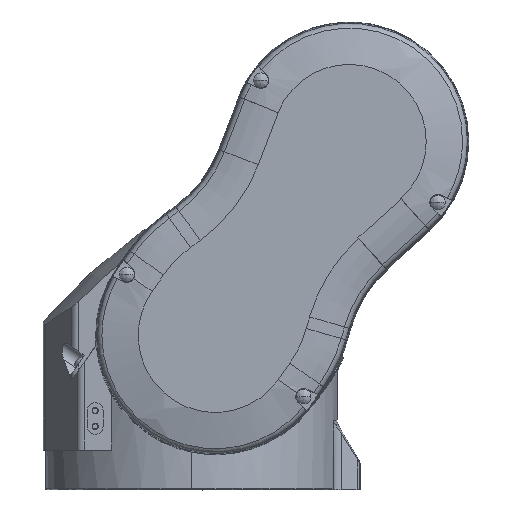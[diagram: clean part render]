
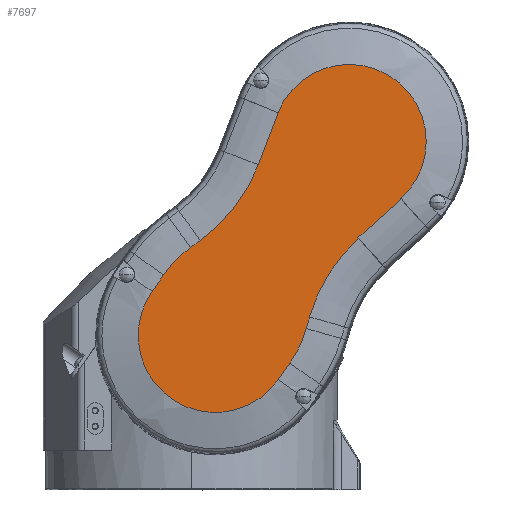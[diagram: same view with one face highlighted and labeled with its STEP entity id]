
A CAD part, top view. The second image highlights one B-rep face of the part: STEP entity #7697.
In plain terms, the highlighted planar face has unit normal (0, 0, 1).
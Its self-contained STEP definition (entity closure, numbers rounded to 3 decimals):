
#659=CARTESIAN_POINT('',(15.,97.5,118.));
#660=DIRECTION('',(0.,0.,1.));
#661=DIRECTION('',(-0.819,0.574,0.));
#662=AXIS2_PLACEMENT_3D('',#659,#660,#661);
#664=DIRECTION('',(-0.574,-0.819,0.));
#665=VECTOR('',#664,12.782);
#666=CARTESIAN_POINT('',(-17.599,135.93,118.));
#667=LINE('',#666,#665);
#668=CARTESIAN_POINT('',(42.81,93.627,118.));
#669=DIRECTION('',(0.,0.,1.));
#670=DIRECTION('',(-0.588,0.809,0.));
#671=AXIS2_PLACEMENT_3D('',#668,#669,#670);
#673=DIRECTION('',(-0.809,-0.588,0.));
#674=VECTOR('',#673,7.639);
#675=CARTESIAN_POINT('',(5.641,157.78,118.));
#676=LINE('',#675,#674);
#677=CARTESIAN_POINT('',(-56.812,243.74,118.));
#678=DIRECTION('',(0.,0.,-1.));
#679=DIRECTION('',(0.934,-0.358,0.));
#680=AXIS2_PLACEMENT_3D('',#677,#678,#679);
#682=DIRECTION('',(-0.358,-0.934,0.));
#683=VECTOR('',#682,35.346);
#684=CARTESIAN_POINT('',(55.05,238.661,118.));
#685=LINE('',#684,#683);
#686=CARTESIAN_POINT('',(100.,220.5,118.));
#687=DIRECTION('',(0.,0.,1.));
#688=DIRECTION('',(1.,0.,0.));
#689=AXIS2_PLACEMENT_3D('',#686,#687,#688);
#691=CARTESIAN_POINT('',(100.,220.5,118.));
#692=DIRECTION('',(0.,0.,1.));
#693=DIRECTION('',(0.669,-0.743,0.));
#694=AXIS2_PLACEMENT_3D('',#691,#692,#693);
#696=CARTESIAN_POINT('',(132.823,184.046,117.997));
#697=CARTESIAN_POINT('',(132.789,184.084,117.997));
#698=CARTESIAN_POINT('',(132.72,184.16,118.001));
#699=CARTESIAN_POINT('',(132.652,184.236,118.));
#700=CARTESIAN_POINT('',(132.618,184.274,118.));
#702=DIRECTION('',(0.743,0.669,0.));
#703=VECTOR('',#702,36.78);
#704=CARTESIAN_POINT('',(105.49,159.435,118.));
#705=LINE('',#704,#703);
#706=CARTESIAN_POINT('',(105.885,158.996,117.994));
#707=CARTESIAN_POINT('',(105.819,159.07,117.994));
#708=CARTESIAN_POINT('',(105.688,159.216,118.003));
#709=CARTESIAN_POINT('',(105.556,159.362,118.));
#710=CARTESIAN_POINT('',(105.49,159.435,118.));
#712=CARTESIAN_POINT('',(176.981,80.036,118.));
#713=DIRECTION('',(0.,0.,-1.));
#714=DIRECTION('',(-0.961,0.276,0.));
#715=AXIS2_PLACEMENT_3D('',#712,#713,#714);
#717=DIRECTION('',(0.276,0.961,0.));
#718=VECTOR('',#717,7.639);
#719=CARTESIAN_POINT('',(72.74,101.98,118.));
#720=LINE('',#719,#718);
#721=CARTESIAN_POINT('',(1.849,122.308,118.));
#722=DIRECTION('',(0.,0.,1.));
#723=DIRECTION('',(0.819,-0.574,0.));
#724=AXIS2_PLACEMENT_3D('',#721,#722,#723);
#726=DIRECTION('',(0.574,0.819,0.));
#727=VECTOR('',#726,12.782);
#728=CARTESIAN_POINT('',(54.931,69.54,118.));
#729=LINE('',#728,#727);
#730=CARTESIAN_POINT('',(15.,97.5,118.));
#731=DIRECTION('',(0.,0.,1.));
#732=DIRECTION('',(-1.,0.,0.));
#733=AXIS2_PLACEMENT_3D('',#730,#731,#732);
#810=CARTESIAN_POINT('',(55.05,238.661,118.));
#811=CARTESIAN_POINT('',(55.009,238.678,118.));
#812=CARTESIAN_POINT('',(54.926,238.711,118.001));
#813=CARTESIAN_POINT('',(54.844,238.744,117.998));
#814=CARTESIAN_POINT('',(54.803,238.761,117.998));
#5638=CARTESIAN_POINT('',(42.383,205.663,118.));
#5639=VERTEX_POINT('',#5638);
#5640=CARTESIAN_POINT('',(55.05,238.661,118.));
#5641=VERTEX_POINT('',#5640);
#5693=CARTESIAN_POINT('',(54.803,238.761,118.));
#5695=VERTEX_POINT('',#5693);
#6095=CARTESIAN_POINT('',(148.746,220.5,118.));
#6096=VERTEX_POINT('',#6095);
#6097=CARTESIAN_POINT('',(132.618,184.275,118.));
#6098=VERTEX_POINT('',#6097);
#6178=CARTESIAN_POINT('',(72.74,101.98,118.));
#6179=VERTEX_POINT('',#6178);
#6182=CARTESIAN_POINT('',(74.846,109.323,118.));
#6183=VERTEX_POINT('',#6182);
#6188=CARTESIAN_POINT('',(132.823,184.046,118.));
#6189=VERTEX_POINT('',#6188);
#6190=CARTESIAN_POINT('',(105.49,159.435,118.));
#6191=VERTEX_POINT('',#6190);
#6253=CARTESIAN_POINT('',(62.262,80.011,118.));
#6254=VERTEX_POINT('',#6253);
#6256=CARTESIAN_POINT('',(54.931,69.54,118.));
#6257=VERTEX_POINT('',#6256);
#6281=CARTESIAN_POINT('',(-24.931,125.46,118.));
#6282=CARTESIAN_POINT('',(-33.747,97.5,118.));
#6283=VERTEX_POINT('',#6281);
#6284=VERTEX_POINT('',#6282);
#6333=CARTESIAN_POINT('',(-0.539,153.29,118.));
#6334=VERTEX_POINT('',#6333);
#6335=CARTESIAN_POINT('',(5.641,157.78,118.));
#6336=VERTEX_POINT('',#6335);
#6373=CARTESIAN_POINT('',(105.885,158.996,118.));
#6374=VERTEX_POINT('',#6373);
#6384=CARTESIAN_POINT('',(-17.599,135.93,118.));
#6385=VERTEX_POINT('',#6384);
#7661=CARTESIAN_POINT('',(-24.931,125.46,118.));
#7662=DIRECTION('',(0.,0.,-1.));
#7663=DIRECTION('',(-1.,0.,0.));
#7664=AXIS2_PLACEMENT_3D('',#7661,#7662,#7663);
#7665=PLANE('',#7664);
#7666=ORIENTED_EDGE('',*,*,#7296,.F.);
#7668=ORIENTED_EDGE('',*,*,#7667,.F.);
#7669=ORIENTED_EDGE('',*,*,#7647,.F.);
#7670=ORIENTED_EDGE('',*,*,#7628,.F.);
#7672=ORIENTED_EDGE('',*,*,#7671,.F.);
#7674=ORIENTED_EDGE('',*,*,#7673,.F.);
#7676=ORIENTED_EDGE('',*,*,#7675,.T.);
#7678=ORIENTED_EDGE('',*,*,#7677,.F.);
#7680=ORIENTED_EDGE('',*,*,#7679,.F.);
#7682=ORIENTED_EDGE('',*,*,#7681,.F.);
#7684=ORIENTED_EDGE('',*,*,#7683,.F.);
#7686=ORIENTED_EDGE('',*,*,#7685,.F.);
#7688=ORIENTED_EDGE('',*,*,#7687,.F.);
#7690=ORIENTED_EDGE('',*,*,#7689,.F.);
#7692=ORIENTED_EDGE('',*,*,#7691,.F.);
#7693=ORIENTED_EDGE('',*,*,#7209,.F.);
#7694=ORIENTED_EDGE('',*,*,#7298,.F.);
#7695=EDGE_LOOP('',(#7666,#7668,#7669,#7670,#7672,#7674,#7676,#7678,#7680,#7682,
#7684,#7686,#7688,#7690,#7692,#7693,#7694));
#7696=FACE_OUTER_BOUND('',#7695,.F.);
#663=CIRCLE('',#662,48.747);
#672=CIRCLE('',#671,73.749);
#681=CIRCLE('',#680,106.251);
#690=CIRCLE('',#689,48.746);
#695=CIRCLE('',#694,48.746);
#701=B_SPLINE_CURVE_WITH_KNOTS('',3,(#696,#697,#698,#699,#700),.UNSPECIFIED.,
.F.,.F.,(4,1,4),(0.,0.5,1.),.UNSPECIFIED.);
#711=B_SPLINE_CURVE_WITH_KNOTS('',3,(#706,#707,#708,#709,#710),.UNSPECIFIED.,
.F.,.F.,(4,1,4),(0.,0.5,1.),.UNSPECIFIED.);
#716=CIRCLE('',#715,106.251);
#725=CIRCLE('',#724,73.749);
#734=CIRCLE('',#733,48.747);
#815=B_SPLINE_CURVE_WITH_KNOTS('',3,(#810,#811,#812,#813,#814),.UNSPECIFIED.,
.F.,.F.,(4,1,4),(0.,0.5,1.),.UNSPECIFIED.);
#7209=EDGE_CURVE('',#6257,#6254,#729,.T.);
#7296=EDGE_CURVE('',#6283,#6284,#663,.T.);
#7298=EDGE_CURVE('',#6284,#6257,#734,.T.);
#7628=EDGE_CURVE('',#6336,#6334,#676,.T.);
#7647=EDGE_CURVE('',#6334,#6385,#672,.T.);
#7667=EDGE_CURVE('',#6385,#6283,#667,.T.);
#7671=EDGE_CURVE('',#5639,#6336,#681,.T.);
#7673=EDGE_CURVE('',#5641,#5639,#685,.T.);
#7675=EDGE_CURVE('',#5641,#5695,#815,.T.);
#7677=EDGE_CURVE('',#6096,#5695,#690,.T.);
#7679=EDGE_CURVE('',#6098,#6096,#695,.T.);
#7681=EDGE_CURVE('',#6189,#6098,#701,.T.);
#7683=EDGE_CURVE('',#6191,#6189,#705,.T.);
#7685=EDGE_CURVE('',#6374,#6191,#711,.T.);
#7687=EDGE_CURVE('',#6183,#6374,#716,.T.);
#7689=EDGE_CURVE('',#6179,#6183,#720,.T.);
#7691=EDGE_CURVE('',#6254,#6179,#725,.T.);
#7697=ADVANCED_FACE('',(#7696),#7665,.F.);
